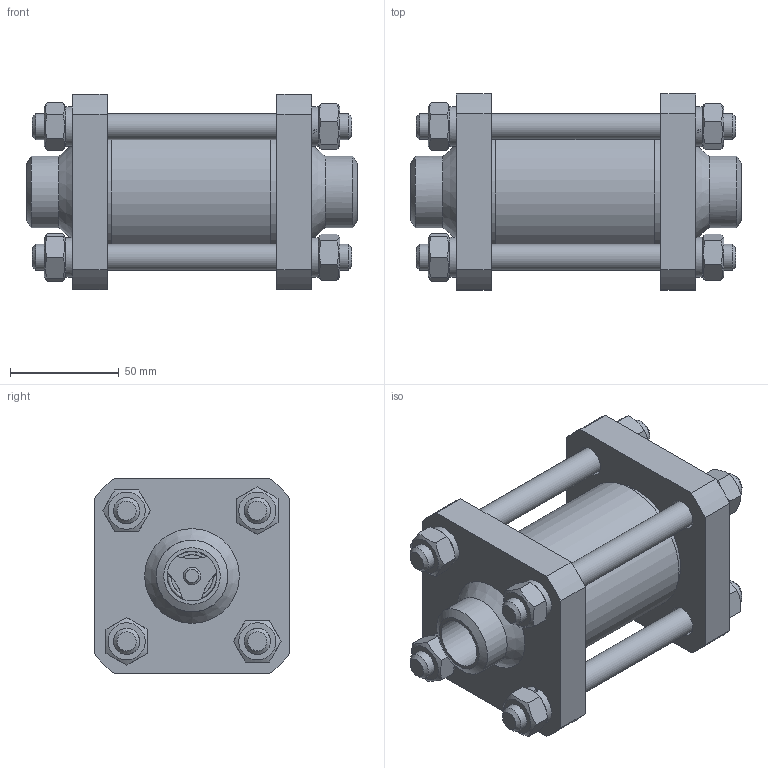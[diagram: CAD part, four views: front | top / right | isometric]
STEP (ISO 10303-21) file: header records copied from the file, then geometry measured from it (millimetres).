
FILE_DESCRIPTION((''),'2;1');
FILE_NAME('ФБ41 020 025 000.stp','2015-03-21T15:55:54',('��������'),(''),'Autodesk Inventor 2013','Autodesk Inventor 2013','');
FILE_SCHEMA(('AUTOMOTIVE_DESIGN { 1 0 10303 214 1 1 1 1 }'));
Length unit declared in the file: millimetre
Products named in the file (18): ФБ41 020 025 000; ФБ41 020 025 005; ФБ41 020 025 030; ФБ41 020 025 030_Сварные швы; ФБ41 010 020 033; ФБ41 020 025 032; ФБ41 020 025 001; ФБ41 020 025 004; ФБ41 020 025 003; ФБ41 020 025 020; ФБ41 020 025 020_Сварные швы; ФБ41 020 025 021; ФБ41 020 025 022; Пружина сжатия; Пружина сжатия1; ФБ41 020 025 007; Гайка ГОСТ 5915-70 M12; Шайба ГОСТ 6402-70 12 N
Assembly tree (36 placements, depth 3):
  ФБ41 020 025 000
    ФБ41 020 025 005
    ФБ41 020 025 030  x2
      ФБ41 020 025 030_Сварные швы
      ФБ41 010 020 033
      ФБ41 020 025 032
    ФБ41 020 025 001
    ФБ41 020 025 004  x2
    ФБ41 020 025 003
    ФБ41 020 025 020
      ФБ41 020 025 020_Сварные швы
      ФБ41 020 025 021
      ФБ41 020 025 022
    Пружина сжатия
      Пружина сжатия1
    ФБ41 020 025 007  x4
    Гайка ГОСТ 5915-70 M12  x8
    Шайба ГОСТ 6402-70 12 N  x8
Bounding box: 152 x 90 x 90 mm (x, y, z)
Volume: 484137.7 mm3; surface area: 160870.5 mm2
Topology: 37 solids, 37 shells, 353 faces, 789 edges, 513 vertices
Faces by surface type: plane 172, cylinder 90, cone 80, bspline 11
Full cylindrical faces by diameter (mm): 6 x3, 8 x2, 10.106 x8, 12 x4, 14 x10, 23 x2, 25 x1, 29 x1, 31 x2, 32 x3, 33 x4, 38 x1, 39.8 x1, 40 x1, 42 x2, 43 x4, 45 x3, 58 x6, 62 x1
Entity records: 6599 total; most frequent: CARTESIAN_POINT 2535, DIRECTION 848, ORIENTED_EDGE 566, AXIS2_PLACEMENT_3D 388, EDGE_CURVE 283, EDGE_LOOP 273, VERTEX_POINT 224, CIRCLE 178
